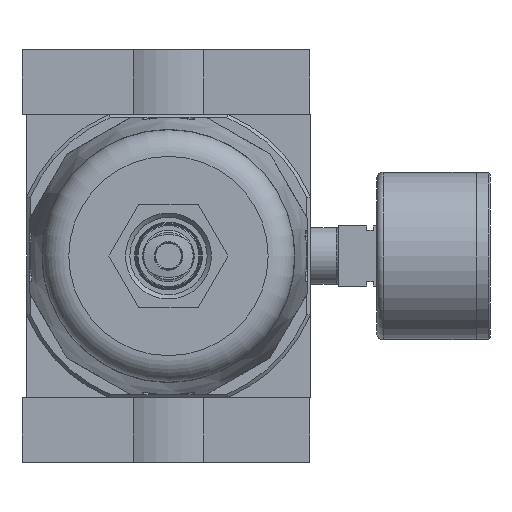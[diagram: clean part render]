
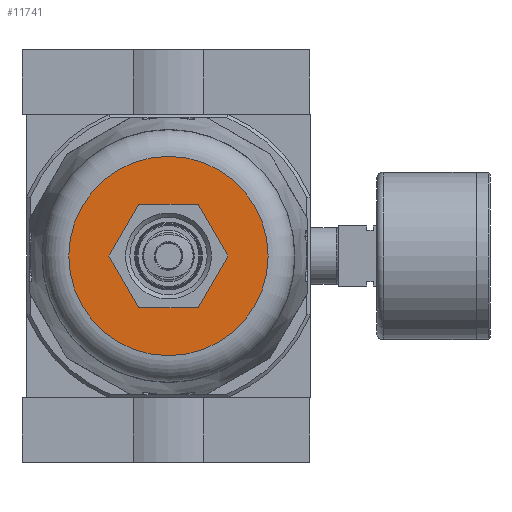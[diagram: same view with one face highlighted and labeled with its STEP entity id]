
A CAD part, front view. The second image highlights one B-rep face of the part: STEP entity #11741.
In plain terms, the highlighted planar face has unit normal (0, -1, 0).
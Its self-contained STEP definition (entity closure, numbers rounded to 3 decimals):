
#902=CIRCLE('',#12597,23.2);
#2300=ORIENTED_EDGE('',*,*,#4308,.T.);
#2301=ORIENTED_EDGE('',*,*,#4309,.T.);
#2302=ORIENTED_EDGE('',*,*,#4310,.T.);
#2303=ORIENTED_EDGE('',*,*,#4311,.T.);
#2304=ORIENTED_EDGE('',*,*,#4312,.T.);
#2305=ORIENTED_EDGE('',*,*,#4313,.T.);
#2306=ORIENTED_EDGE('',*,*,#4314,.T.);
#4308=EDGE_CURVE('',#5418,#5418,#902,.T.);
#4309=EDGE_CURVE('',#5419,#5420,#6095,.T.);
#4310=EDGE_CURVE('',#5420,#5421,#6096,.T.);
#4311=EDGE_CURVE('',#5421,#5422,#6097,.T.);
#4312=EDGE_CURVE('',#5422,#5423,#6098,.T.);
#4313=EDGE_CURVE('',#5423,#5424,#6099,.T.);
#4314=EDGE_CURVE('',#5424,#5419,#6100,.T.);
#5418=VERTEX_POINT('',#17772);
#5419=VERTEX_POINT('',#17774);
#5420=VERTEX_POINT('',#17775);
#5421=VERTEX_POINT('',#17777);
#5422=VERTEX_POINT('',#17779);
#5423=VERTEX_POINT('',#17781);
#5424=VERTEX_POINT('',#17783);
#6095=LINE('',#17773,#6623);
#6096=LINE('',#17776,#6624);
#6097=LINE('',#17778,#6625);
#6098=LINE('',#17780,#6626);
#6099=LINE('',#17782,#6627);
#6100=LINE('',#17784,#6628);
#6623=VECTOR('',#14351,1000.);
#6624=VECTOR('',#14352,1000.);
#6625=VECTOR('',#14353,1000.);
#6626=VECTOR('',#14354,1000.);
#6627=VECTOR('',#14355,1000.);
#6628=VECTOR('',#14356,1000.);
#7264=EDGE_LOOP('',(#2300));
#7265=EDGE_LOOP('',(#2301,#2302,#2303,#2304,#2305,#2306));
#8050=FACE_BOUND('',#7264,.T.);
#8051=FACE_BOUND('',#7265,.T.);
#8660=PLANE('',#12596);
#11741=ADVANCED_FACE('',(#8050,#8051),#8660,.F.);
#12596=AXIS2_PLACEMENT_3D('',#17770,#14347,#14348);
#12597=AXIS2_PLACEMENT_3D('',#17771,#14349,#14350);
#14347=DIRECTION('',(0.,1.,0.));
#14348=DIRECTION('',(0.,0.,1.));
#14349=DIRECTION('',(0.,-1.,0.));
#14350=DIRECTION('',(0.,0.,-1.));
#14351=DIRECTION('',(0.,0.,1.));
#14352=DIRECTION('',(0.866,0.,0.5));
#14353=DIRECTION('',(0.866,0.,-0.5));
#14354=DIRECTION('',(0.,0.,-1.));
#14355=DIRECTION('',(-0.866,0.,-0.5));
#14356=DIRECTION('',(-0.866,0.,0.5));
#17770=CARTESIAN_POINT('',(23.2,-164.,0.));
#17771=CARTESIAN_POINT('',(0.,-164.,0.));
#17772=CARTESIAN_POINT('',(0.,-164.,-23.2));
#17773=CARTESIAN_POINT('',(-12.,-164.,-6.928));
#17774=CARTESIAN_POINT('',(-12.,-164.,-6.928));
#17775=CARTESIAN_POINT('',(-12.,-164.,6.928));
#17776=CARTESIAN_POINT('',(-12.,-164.,6.928));
#17777=CARTESIAN_POINT('',(0.,-164.,13.856));
#17778=CARTESIAN_POINT('',(0.,-164.,13.856));
#17779=CARTESIAN_POINT('',(12.,-164.,6.928));
#17780=CARTESIAN_POINT('',(12.,-164.,6.928));
#17781=CARTESIAN_POINT('',(12.,-164.,-6.928));
#17782=CARTESIAN_POINT('',(12.,-164.,-6.928));
#17783=CARTESIAN_POINT('',(0.,-164.,-13.856));
#17784=CARTESIAN_POINT('',(0.,-164.,-13.856));
